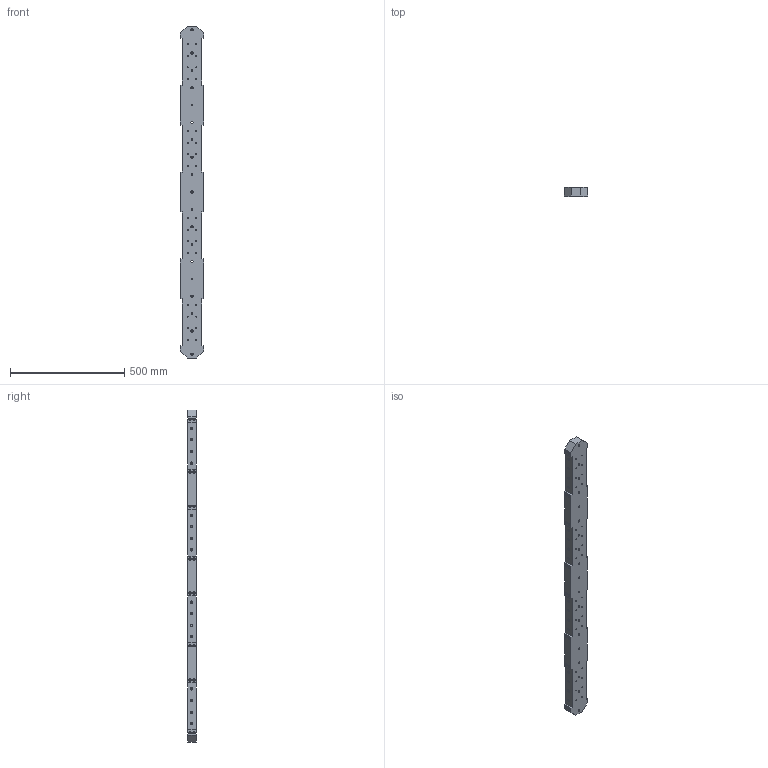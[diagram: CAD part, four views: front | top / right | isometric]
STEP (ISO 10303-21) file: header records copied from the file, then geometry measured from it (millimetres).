
FILE_DESCRIPTION (( 'STEP AP203' ), '1' );
FILE_NAME ('D070301_HAM_Lower_Riser.STEP', '2012-03-19T17:32:13', ( '' ), ( '' ), 'SwSTEP 2.0', 'SolidWorks 2012', '' );
FILE_SCHEMA (( 'CONFIG_CONTROL_DESIGN' ));
Length unit declared in the file: inch
Products named in the file (1): D070301_HAM_Lower_Riser
Bounding box: 101.6 x 38.1 x 1455.42 mm (x, y, z)
Volume: 4875077.1 mm3; surface area: 469619.2 mm2
Topology: 1 solids, 1 shells, 625 faces, 1580 edges, 904 vertices
Faces by surface type: cylinder 316, cone 256, plane 53
Entity records: 21629 total; most frequent: CARTESIAN_POINT 6694, DIRECTION 3208, ORIENTED_EDGE 2904, EDGE_CURVE 1452, AXIS2_PLACEMENT_3D 1258, VERTEX_POINT 904, EDGE_LOOP 866, VECTOR 692
